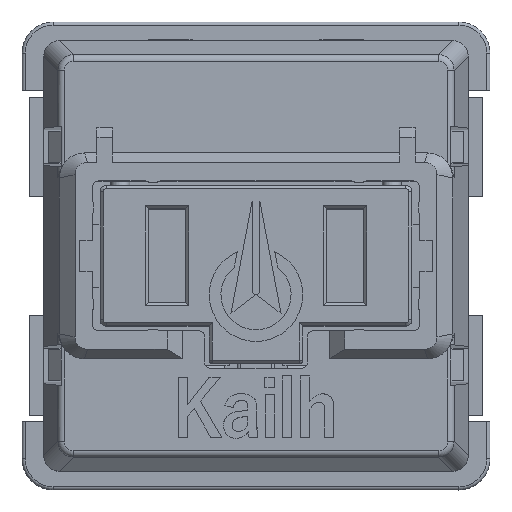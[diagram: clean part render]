
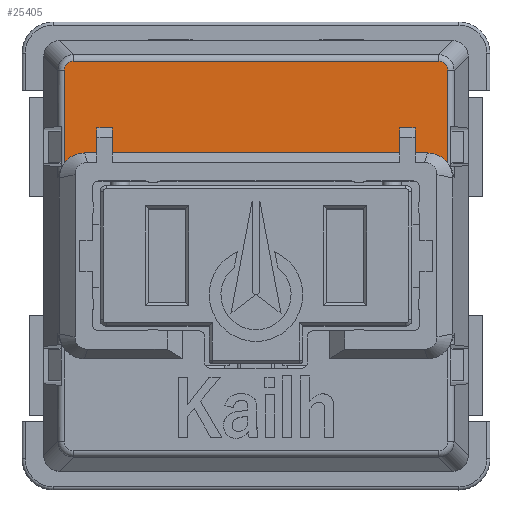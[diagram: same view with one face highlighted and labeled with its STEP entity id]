
A CAD part, top view. The second image highlights one B-rep face of the part: STEP entity #25405.
In plain terms, the highlighted planar face has unit normal (0, 0, 1).
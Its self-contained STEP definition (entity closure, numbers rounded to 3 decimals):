
#21952 = VERTEX_POINT('',#21953);
#21953 = CARTESIAN_POINT('',(6.142,2.977,2.));
#21970 = VERTEX_POINT('',#21971);
#21971 = CARTESIAN_POINT('',(6.142,5.95,2.));
#21978 = EDGE_CURVE('',#21952,#21970,#21979,.T.);
#21979 = LINE('',#21980,#21981);
#21980 = CARTESIAN_POINT('',(6.142,2.5,2.));
#21981 = VECTOR('',#21982,1.);
#21982 = DIRECTION('',(0.,1.,0.));
#22777 = VERTEX_POINT('',#22778);
#22778 = CARTESIAN_POINT('',(-6.142,2.977,2.));
#22795 = EDGE_CURVE('',#22777,#22796,#22798,.T.);
#22796 = VERTEX_POINT('',#22797);
#22797 = CARTESIAN_POINT('',(-6.142,5.95,2.));
#22798 = LINE('',#22799,#22800);
#22799 = CARTESIAN_POINT('',(-6.142,2.5,2.));
#22800 = VECTOR('',#22801,1.);
#22801 = DIRECTION('',(0.,1.,0.));
#25405 = ADVANCED_FACE('',(#25406),#25522,.T.);
#25406 = FACE_BOUND('',#25407,.T.);
#25407 = EDGE_LOOP('',(#25408,#25409,#25418,#25426,#25434,#25442,#25450,
    #25458,#25466,#25474,#25482,#25490,#25497,#25498,#25507,#25515));
#25408 = ORIENTED_EDGE('',*,*,#22795,.F.);
#25409 = ORIENTED_EDGE('',*,*,#25410,.F.);
#25410 = EDGE_CURVE('',#25411,#22777,#25413,.T.);
#25411 = VERTEX_POINT('',#25412);
#25412 = CARTESIAN_POINT('',(-5.5,3.3,2.));
#25413 = CIRCLE('',#25414,0.8);
#25414 = AXIS2_PLACEMENT_3D('',#25415,#25416,#25417);
#25415 = CARTESIAN_POINT('',(-5.5,2.5,2.));
#25416 = DIRECTION('',(0.,0.,1.));
#25417 = DIRECTION('',(1.,0.,-0.));
#25418 = ORIENTED_EDGE('',*,*,#25419,.T.);
#25419 = EDGE_CURVE('',#25411,#25420,#25422,.T.);
#25420 = VERTEX_POINT('',#25421);
#25421 = CARTESIAN_POINT('',(-5.1,3.3,2.));
#25422 = LINE('',#25423,#25424);
#25423 = CARTESIAN_POINT('',(-5.5,3.3,2.));
#25424 = VECTOR('',#25425,1.);
#25425 = DIRECTION('',(1.,0.,0.));
#25426 = ORIENTED_EDGE('',*,*,#25427,.T.);
#25427 = EDGE_CURVE('',#25420,#25428,#25430,.T.);
#25428 = VERTEX_POINT('',#25429);
#25429 = CARTESIAN_POINT('',(-5.1,4.1,2.));
#25430 = LINE('',#25431,#25432);
#25431 = CARTESIAN_POINT('',(-5.1,3.3,2.));
#25432 = VECTOR('',#25433,1.);
#25433 = DIRECTION('',(0.,1.,0.));
#25434 = ORIENTED_EDGE('',*,*,#25435,.T.);
#25435 = EDGE_CURVE('',#25428,#25436,#25438,.T.);
#25436 = VERTEX_POINT('',#25437);
#25437 = CARTESIAN_POINT('',(-4.6,4.1,2.));
#25438 = LINE('',#25439,#25440);
#25439 = CARTESIAN_POINT('',(-5.1,4.1,2.));
#25440 = VECTOR('',#25441,1.);
#25441 = DIRECTION('',(1.,0.,0.));
#25442 = ORIENTED_EDGE('',*,*,#25443,.T.);
#25443 = EDGE_CURVE('',#25436,#25444,#25446,.T.);
#25444 = VERTEX_POINT('',#25445);
#25445 = CARTESIAN_POINT('',(-4.6,3.3,2.));
#25446 = LINE('',#25447,#25448);
#25447 = CARTESIAN_POINT('',(-4.6,4.1,2.));
#25448 = VECTOR('',#25449,1.);
#25449 = DIRECTION('',(0.,-1.,0.));
#25450 = ORIENTED_EDGE('',*,*,#25451,.T.);
#25451 = EDGE_CURVE('',#25444,#25452,#25454,.T.);
#25452 = VERTEX_POINT('',#25453);
#25453 = CARTESIAN_POINT('',(4.6,3.3,2.));
#25454 = LINE('',#25455,#25456);
#25455 = CARTESIAN_POINT('',(-4.6,3.3,2.));
#25456 = VECTOR('',#25457,1.);
#25457 = DIRECTION('',(1.,0.,0.));
#25458 = ORIENTED_EDGE('',*,*,#25459,.T.);
#25459 = EDGE_CURVE('',#25452,#25460,#25462,.T.);
#25460 = VERTEX_POINT('',#25461);
#25461 = CARTESIAN_POINT('',(4.6,4.1,2.));
#25462 = LINE('',#25463,#25464);
#25463 = CARTESIAN_POINT('',(4.6,3.3,2.));
#25464 = VECTOR('',#25465,1.);
#25465 = DIRECTION('',(0.,1.,0.));
#25466 = ORIENTED_EDGE('',*,*,#25467,.T.);
#25467 = EDGE_CURVE('',#25460,#25468,#25470,.T.);
#25468 = VERTEX_POINT('',#25469);
#25469 = CARTESIAN_POINT('',(5.1,4.1,2.));
#25470 = LINE('',#25471,#25472);
#25471 = CARTESIAN_POINT('',(4.6,4.1,2.));
#25472 = VECTOR('',#25473,1.);
#25473 = DIRECTION('',(1.,0.,0.));
#25474 = ORIENTED_EDGE('',*,*,#25475,.T.);
#25475 = EDGE_CURVE('',#25468,#25476,#25478,.T.);
#25476 = VERTEX_POINT('',#25477);
#25477 = CARTESIAN_POINT('',(5.1,3.3,2.));
#25478 = LINE('',#25479,#25480);
#25479 = CARTESIAN_POINT('',(5.1,4.1,2.));
#25480 = VECTOR('',#25481,1.);
#25481 = DIRECTION('',(0.,-1.,0.));
#25482 = ORIENTED_EDGE('',*,*,#25483,.T.);
#25483 = EDGE_CURVE('',#25476,#25484,#25486,.T.);
#25484 = VERTEX_POINT('',#25485);
#25485 = CARTESIAN_POINT('',(5.5,3.3,2.));
#25486 = LINE('',#25487,#25488);
#25487 = CARTESIAN_POINT('',(5.1,3.3,2.));
#25488 = VECTOR('',#25489,1.);
#25489 = DIRECTION('',(1.,0.,0.));
#25490 = ORIENTED_EDGE('',*,*,#25491,.F.);
#25491 = EDGE_CURVE('',#21952,#25484,#25492,.T.);
#25492 = CIRCLE('',#25493,0.8);
#25493 = AXIS2_PLACEMENT_3D('',#25494,#25495,#25496);
#25494 = CARTESIAN_POINT('',(5.5,2.5,2.));
#25495 = DIRECTION('',(0.,0.,1.));
#25496 = DIRECTION('',(1.,0.,-0.));
#25497 = ORIENTED_EDGE('',*,*,#21978,.T.);
#25498 = ORIENTED_EDGE('',*,*,#25499,.T.);
#25499 = EDGE_CURVE('',#21970,#25500,#25502,.T.);
#25500 = VERTEX_POINT('',#25501);
#25501 = CARTESIAN_POINT('',(5.85,6.242,2.));
#25502 = CIRCLE('',#25503,0.292);
#25503 = AXIS2_PLACEMENT_3D('',#25504,#25505,#25506);
#25504 = CARTESIAN_POINT('',(5.85,5.95,2.));
#25505 = DIRECTION('',(0.,-0.,1.));
#25506 = DIRECTION('',(1.,0.,0.));
#25507 = ORIENTED_EDGE('',*,*,#25508,.F.);
#25508 = EDGE_CURVE('',#25509,#25500,#25511,.T.);
#25509 = VERTEX_POINT('',#25510);
#25510 = CARTESIAN_POINT('',(-5.85,6.242,2.));
#25511 = LINE('',#25512,#25513);
#25512 = CARTESIAN_POINT('',(-7.5,6.242,2.));
#25513 = VECTOR('',#25514,1.);
#25514 = DIRECTION('',(1.,0.,0.));
#25515 = ORIENTED_EDGE('',*,*,#25516,.F.);
#25516 = EDGE_CURVE('',#22796,#25509,#25517,.T.);
#25517 = CIRCLE('',#25518,0.292);
#25518 = AXIS2_PLACEMENT_3D('',#25519,#25520,#25521);
#25519 = CARTESIAN_POINT('',(-5.85,5.95,2.));
#25520 = DIRECTION('',(0.,0.,-1.));
#25521 = DIRECTION('',(-1.,0.,0.));
#25522 = PLANE('',#25523);
#25523 = AXIS2_PLACEMENT_3D('',#25524,#25525,#25526);
#25524 = CARTESIAN_POINT('',(-6.3,10.,2.));
#25525 = DIRECTION('',(0.,0.,1.));
#25526 = DIRECTION('',(1.,0.,0.));
